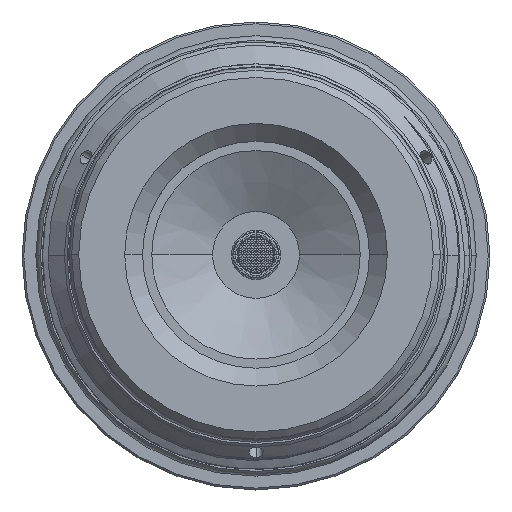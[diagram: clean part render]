
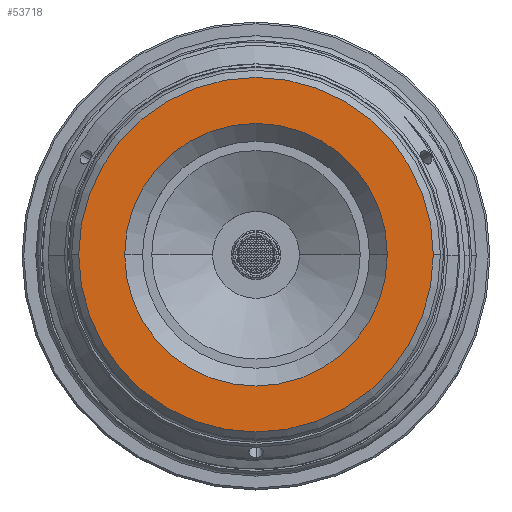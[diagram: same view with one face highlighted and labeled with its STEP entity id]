
A CAD part, top view. The second image highlights one B-rep face of the part: STEP entity #53718.
In plain terms, the highlighted planar face has unit normal (0, 0, 1).
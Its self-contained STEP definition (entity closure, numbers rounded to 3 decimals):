
#245 = VERTEX_POINT ( 'NONE', #7829 ) ;
#1812 = CARTESIAN_POINT ( 'NONE',  ( -14.7, 0., 130.25 ) ) ;
#2952 = DIRECTION ( 'NONE',  ( -1., 0., 0. ) ) ;
#4495 = DIRECTION ( 'NONE',  ( 0., 0., -1. ) ) ;
#7146 = CARTESIAN_POINT ( 'NONE',  ( 0., 0., 130.25 ) ) ;
#7829 = CARTESIAN_POINT ( 'NONE',  ( 14.7, 0., 130.25 ) ) ;
#7985 = VERTEX_POINT ( 'NONE', #11464 ) ;
#8208 = FACE_BOUND ( 'NONE', #12193, .T. ) ;
#9461 = DIRECTION ( 'NONE',  ( 0., 0., -1. ) ) ;
#11464 = CARTESIAN_POINT ( 'NONE',  ( 19.84, 0., 130.25 ) ) ;
#12193 = EDGE_LOOP ( 'NONE', ( #19207, #49403 ) ) ;
#12953 = FACE_OUTER_BOUND ( 'NONE', #29683, .T. ) ;
#13769 = AXIS2_PLACEMENT_3D ( 'NONE', #7146, #20281, #2952 ) ;
#13803 = CIRCLE ( 'NONE', #37093, 14.7 ) ;
#14612 = DIRECTION ( 'NONE',  ( -1., 0., 0. ) ) ;
#15263 = ORIENTED_EDGE ( 'NONE', *, *, #23816, .F. ) ;
#16094 = ORIENTED_EDGE ( 'NONE', *, *, #42723, .F. ) ;
#19207 = ORIENTED_EDGE ( 'NONE', *, *, #48036, .T. ) ;
#20281 = DIRECTION ( 'NONE',  ( 0., 0., -1. ) ) ;
#21089 = EDGE_CURVE ( 'NONE', #25647, #245, #13803, .T. ) ;
#22410 = DIRECTION ( 'NONE',  ( -1., 0., 0. ) ) ;
#23816 = EDGE_CURVE ( 'NONE', #37719, #7985, #49887, .T. ) ;
#23954 = CARTESIAN_POINT ( 'NONE',  ( 0., 0., 130.25 ) ) ;
#25647 = VERTEX_POINT ( 'NONE', #1812 ) ;
#29683 = EDGE_LOOP ( 'NONE', ( #15263, #16094 ) ) ;
#29905 = CARTESIAN_POINT ( 'NONE',  ( 0., 0., 130.25 ) ) ;
#30592 = CARTESIAN_POINT ( 'NONE',  ( 0., 0., 130.25 ) ) ;
#33599 = CIRCLE ( 'NONE', #47413, 14.7 ) ;
#37081 = DIRECTION ( 'NONE',  ( 0., 0., -1. ) ) ;
#37093 = AXIS2_PLACEMENT_3D ( 'NONE', #29905, #39420, #47820 ) ;
#37276 = CIRCLE ( 'NONE', #13769, 19.84 ) ;
#37719 = VERTEX_POINT ( 'NONE', #54338 ) ;
#39420 = DIRECTION ( 'NONE',  ( 0., 0., -1. ) ) ;
#42723 = EDGE_CURVE ( 'NONE', #7985, #37719, #37276, .T. ) ;
#43387 = DIRECTION ( 'NONE',  ( -1., 0., 0. ) ) ;
#47413 = AXIS2_PLACEMENT_3D ( 'NONE', #30592, #4495, #43387 ) ;
#47820 = DIRECTION ( 'NONE',  ( -1., 0., 0. ) ) ;
#48036 = EDGE_CURVE ( 'NONE', #245, #25647, #33599, .T. ) ;
#48518 = CARTESIAN_POINT ( 'NONE',  ( 0., 0., 130.25 ) ) ;
#49403 = ORIENTED_EDGE ( 'NONE', *, *, #21089, .T. ) ;
#49887 = CIRCLE ( 'NONE', #52133, 19.84 ) ;
#52133 = AXIS2_PLACEMENT_3D ( 'NONE', #23954, #37081, #14612 ) ;
#52679 = PLANE ( 'NONE',  #53278 ) ;
#53278 = AXIS2_PLACEMENT_3D ( 'NONE', #48518, #9461, #22410 ) ;
#53718 = ADVANCED_FACE ( 'NONE', ( #8208, #12953 ), #52679, .F. ) ;
#54338 = CARTESIAN_POINT ( 'NONE',  ( -19.84, 0., 130.25 ) ) ;
